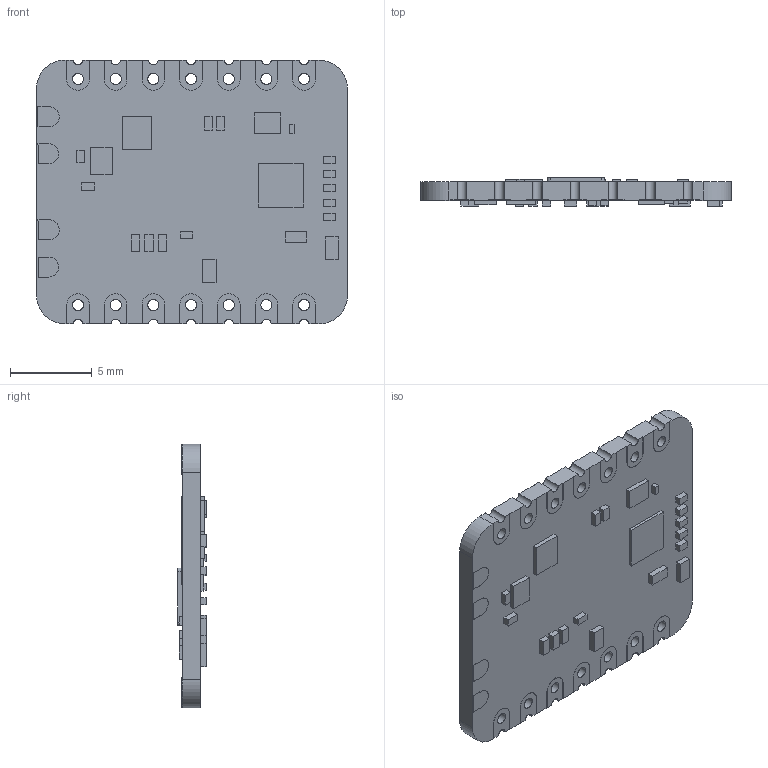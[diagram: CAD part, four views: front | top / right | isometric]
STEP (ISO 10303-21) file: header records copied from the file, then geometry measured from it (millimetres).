
FILE_DESCRIPTION(('FreeCAD Model'),'2;1');
FILE_NAME('Open CASCADE Shape Model','2025-04-30T06:46:18',('FreeCAD'),( 'FreeCAD'),'Open CASCADE STEP processor 7.6','FreeCAD','Unknown');
FILE_SCHEMA(('AUTOMOTIVE_DESIGN { 1 0 10303 214 1 1 1 1 }'));
Length unit declared in the file: millimetre
Products named in the file (1): Open CASCADE STEP translator 7.6 1
Bounding box: 19.03 x 1.74 x 16.15 mm (x, y, z)
Volume: 340.5 mm3; surface area: 875.9 mm2
Topology: 38 solids, 38 shells, 473 faces, 1180 edges, 783 vertices
Faces by surface type: bspline 473
Entity records: 13370 total; most frequent: CARTESIAN_POINT 6039, ORIENTED_EDGE 2360, EDGE_CURVE 1180, B_SPLINE_CURVE_WITH_KNOTS 1037, VERTEX_POINT 783, FACE_BOUND 502, EDGE_LOOP 502, ADVANCED_FACE 473
